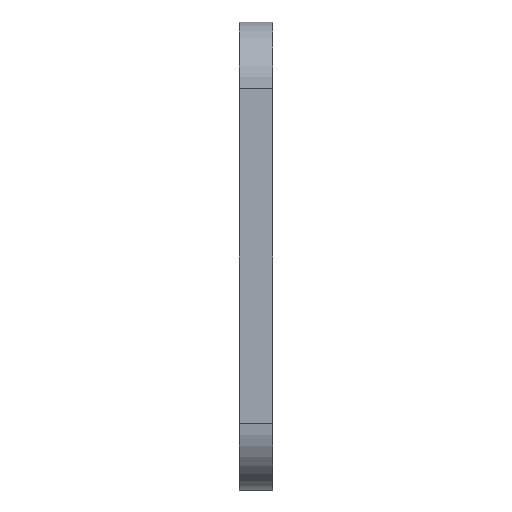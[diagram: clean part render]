
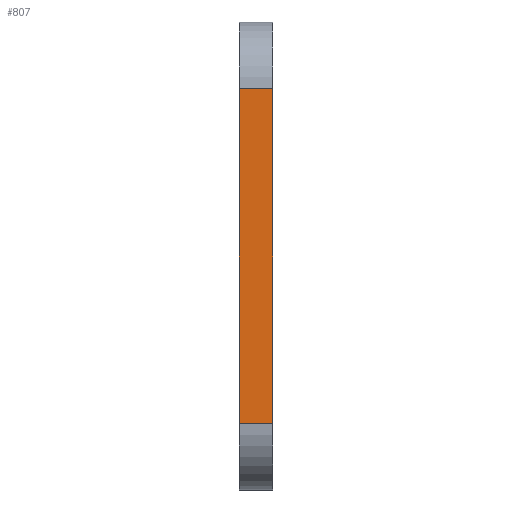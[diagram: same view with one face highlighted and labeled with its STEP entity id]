
A CAD part, left-side view. The second image highlights one B-rep face of the part: STEP entity #807.
In plain terms, the highlighted planar face has unit normal (-1, 0, 0).
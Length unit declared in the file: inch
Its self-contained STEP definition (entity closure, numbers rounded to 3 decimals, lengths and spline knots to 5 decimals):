
#1 = CARTESIAN_POINT ( 'NONE',  ( -1.375, 0.125, 0.625 ) ) ;
#30 = CARTESIAN_POINT ( 'NONE',  ( -1.375, 0.125, -0.625 ) ) ;
#33 = ORIENTED_EDGE ( 'NONE', *, *, #384, .T. ) ;
#92 = VECTOR ( 'NONE', #580, 39.37008 ) ;
#108 = LINE ( 'NONE', #690, #532 ) ;
#119 = PLANE ( 'NONE',  #439 ) ;
#144 = VECTOR ( 'NONE', #900, 39.37008 ) ;
#178 = VECTOR ( 'NONE', #438, 39.37008 ) ;
#200 = ORIENTED_EDGE ( 'NONE', *, *, #597, .F. ) ;
#272 = DIRECTION ( 'NONE',  ( 1., 0., 0. ) ) ;
#319 = VERTEX_POINT ( 'NONE', #424 ) ;
#366 = FACE_OUTER_BOUND ( 'NONE', #951, .T. ) ;
#384 = EDGE_CURVE ( 'NONE', #1020, #319, #108, .T. ) ;
#411 = ORIENTED_EDGE ( 'NONE', *, *, #448, .T. ) ;
#424 = CARTESIAN_POINT ( 'NONE',  ( -1.375, 0., 0.625 ) ) ;
#438 = DIRECTION ( 'NONE',  ( 0., -1., 0. ) ) ;
#439 = AXIS2_PLACEMENT_3D ( 'NONE', #602, #272, #447 ) ;
#447 = DIRECTION ( 'NONE',  ( 0., 0., -1. ) ) ;
#448 = EDGE_CURVE ( 'NONE', #864, #1020, #460, .T. ) ;
#453 = CARTESIAN_POINT ( 'NONE',  ( -1.375, 0.125, 0.625 ) ) ;
#460 = LINE ( 'NONE', #862, #178 ) ;
#519 = ORIENTED_EDGE ( 'NONE', *, *, #691, .T. ) ;
#532 = VECTOR ( 'NONE', #766, 39.37008 ) ;
#580 = DIRECTION ( 'NONE',  ( 0., 1., 0. ) ) ;
#584 = CARTESIAN_POINT ( 'NONE',  ( -1.375, 0., -0.625 ) ) ;
#597 = EDGE_CURVE ( 'NONE', #864, #812, #966, .T. ) ;
#602 = CARTESIAN_POINT ( 'NONE',  ( -1.375, 0.125, 0.875 ) ) ;
#646 = CARTESIAN_POINT ( 'NONE',  ( -1.375, 0.125, 0.875 ) ) ;
#690 = CARTESIAN_POINT ( 'NONE',  ( -1.375, 0., 0.875 ) ) ;
#691 = EDGE_CURVE ( 'NONE', #319, #812, #917, .T. ) ;
#766 = DIRECTION ( 'NONE',  ( 0., 0., 1. ) ) ;
#807 = ADVANCED_FACE ( 'NONE', ( #366 ), #119, .F. ) ;
#812 = VERTEX_POINT ( 'NONE', #453 ) ;
#862 = CARTESIAN_POINT ( 'NONE',  ( -1.375, 0.125, -0.625 ) ) ;
#864 = VERTEX_POINT ( 'NONE', #30 ) ;
#900 = DIRECTION ( 'NONE',  ( 0., 0., 1. ) ) ;
#917 = LINE ( 'NONE', #1, #92 ) ;
#951 = EDGE_LOOP ( 'NONE', ( #200, #411, #33, #519 ) ) ;
#966 = LINE ( 'NONE', #646, #144 ) ;
#1020 = VERTEX_POINT ( 'NONE', #584 ) ;
